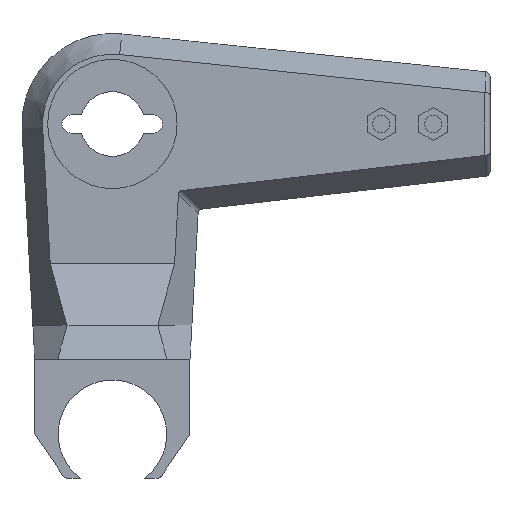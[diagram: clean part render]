
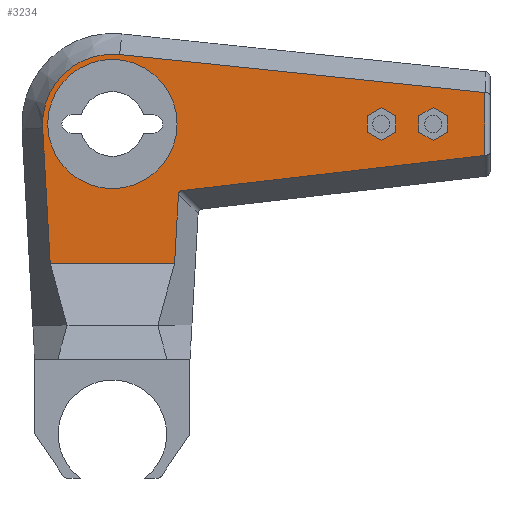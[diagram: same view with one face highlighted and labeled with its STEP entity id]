
A CAD part, front view. The second image highlights one B-rep face of the part: STEP entity #3234.
In plain terms, the highlighted planar face has unit normal (0, -1, 0).
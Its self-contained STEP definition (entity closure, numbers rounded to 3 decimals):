
#30=ELLIPSE('',#3444,1.248,1.);
#47=FACE_BOUND('',#405,.T.);
#48=FACE_BOUND('',#406,.T.);
#49=FACE_BOUND('',#407,.T.);
#80=PLANE('',#3458);
#222=FACE_OUTER_BOUND('',#404,.T.);
#404=EDGE_LOOP('',(#2361,#2362,#2363,#2364,#2365,#2366,#2367,#2368));
#405=EDGE_LOOP('',(#2369));
#406=EDGE_LOOP('',(#2370,#2371,#2372,#2373,#2374,#2375));
#407=EDGE_LOOP('',(#2376,#2377,#2378,#2379,#2380,#2381));
#607=LINE('',#4728,#983);
#626=LINE('',#4791,#1002);
#635=LINE('',#4809,#1011);
#644=LINE('',#4825,#1020);
#647=LINE('',#4834,#1023);
#648=LINE('',#4836,#1024);
#649=LINE('',#4841,#1025);
#650=LINE('',#4843,#1026);
#651=LINE('',#4845,#1027);
#652=LINE('',#4847,#1028);
#653=LINE('',#4849,#1029);
#654=LINE('',#4850,#1030);
#655=LINE('',#4853,#1031);
#656=LINE('',#4855,#1032);
#657=LINE('',#4857,#1033);
#658=LINE('',#4859,#1034);
#659=LINE('',#4861,#1035);
#660=LINE('',#4862,#1036);
#983=VECTOR('',#3770,10.);
#1002=VECTOR('',#3831,10.);
#1011=VECTOR('',#3844,10.);
#1020=VECTOR('',#3863,10.);
#1023=VECTOR('',#3874,10.);
#1024=VECTOR('',#3877,10.);
#1025=VECTOR('',#3880,10.);
#1026=VECTOR('',#3881,10.);
#1027=VECTOR('',#3882,10.);
#1028=VECTOR('',#3883,10.);
#1029=VECTOR('',#3884,10.);
#1030=VECTOR('',#3885,10.);
#1031=VECTOR('',#3886,10.);
#1032=VECTOR('',#3887,10.);
#1033=VECTOR('',#3888,10.);
#1034=VECTOR('',#3889,10.);
#1035=VECTOR('',#3890,10.);
#1036=VECTOR('',#3891,10.);
#1342=CIRCLE('',#3455,13.5);
#1344=CIRCLE('',#3459,12.5);
#1446=VERTEX_POINT('',#4726);
#1447=VERTEX_POINT('',#4727);
#1466=VERTEX_POINT('',#4778);
#1467=VERTEX_POINT('',#4779);
#1470=VERTEX_POINT('',#4790);
#1476=VERTEX_POINT('',#4806);
#1477=VERTEX_POINT('',#4808);
#1480=VERTEX_POINT('',#4827);
#1482=VERTEX_POINT('',#4837);
#1483=VERTEX_POINT('',#4839);
#1484=VERTEX_POINT('',#4840);
#1485=VERTEX_POINT('',#4842);
#1486=VERTEX_POINT('',#4844);
#1487=VERTEX_POINT('',#4846);
#1488=VERTEX_POINT('',#4848);
#1489=VERTEX_POINT('',#4851);
#1490=VERTEX_POINT('',#4852);
#1491=VERTEX_POINT('',#4854);
#1492=VERTEX_POINT('',#4856);
#1493=VERTEX_POINT('',#4858);
#1494=VERTEX_POINT('',#4860);
#1771=EDGE_CURVE('',#1446,#1447,#607,.T.);
#1797=EDGE_CURVE('',#1466,#1467,#30,.T.);
#1803=EDGE_CURVE('',#1467,#1470,#626,.T.);
#1812=EDGE_CURVE('',#1476,#1477,#635,.T.);
#1821=EDGE_CURVE('',#1470,#1476,#644,.T.);
#1822=EDGE_CURVE('',#1477,#1480,#1342,.T.);
#1826=EDGE_CURVE('',#1480,#1446,#647,.T.);
#1827=EDGE_CURVE('',#1447,#1466,#648,.T.);
#1828=EDGE_CURVE('',#1482,#1482,#1344,.T.);
#1829=EDGE_CURVE('',#1483,#1484,#649,.T.);
#1830=EDGE_CURVE('',#1484,#1485,#650,.T.);
#1831=EDGE_CURVE('',#1485,#1486,#651,.T.);
#1832=EDGE_CURVE('',#1486,#1487,#652,.T.);
#1833=EDGE_CURVE('',#1487,#1488,#653,.T.);
#1834=EDGE_CURVE('',#1488,#1483,#654,.T.);
#1835=EDGE_CURVE('',#1489,#1490,#655,.T.);
#1836=EDGE_CURVE('',#1490,#1491,#656,.T.);
#1837=EDGE_CURVE('',#1491,#1492,#657,.T.);
#1838=EDGE_CURVE('',#1492,#1493,#658,.T.);
#1839=EDGE_CURVE('',#1493,#1494,#659,.T.);
#1840=EDGE_CURVE('',#1494,#1489,#660,.T.);
#2361=ORIENTED_EDGE('',*,*,#1771,.F.);
#2362=ORIENTED_EDGE('',*,*,#1826,.F.);
#2363=ORIENTED_EDGE('',*,*,#1822,.F.);
#2364=ORIENTED_EDGE('',*,*,#1812,.F.);
#2365=ORIENTED_EDGE('',*,*,#1821,.F.);
#2366=ORIENTED_EDGE('',*,*,#1803,.F.);
#2367=ORIENTED_EDGE('',*,*,#1797,.F.);
#2368=ORIENTED_EDGE('',*,*,#1827,.F.);
#2369=ORIENTED_EDGE('',*,*,#1828,.T.);
#2370=ORIENTED_EDGE('',*,*,#1829,.T.);
#2371=ORIENTED_EDGE('',*,*,#1830,.T.);
#2372=ORIENTED_EDGE('',*,*,#1831,.T.);
#2373=ORIENTED_EDGE('',*,*,#1832,.T.);
#2374=ORIENTED_EDGE('',*,*,#1833,.T.);
#2375=ORIENTED_EDGE('',*,*,#1834,.T.);
#2376=ORIENTED_EDGE('',*,*,#1835,.T.);
#2377=ORIENTED_EDGE('',*,*,#1836,.T.);
#2378=ORIENTED_EDGE('',*,*,#1837,.T.);
#2379=ORIENTED_EDGE('',*,*,#1838,.T.);
#2380=ORIENTED_EDGE('',*,*,#1839,.T.);
#2381=ORIENTED_EDGE('',*,*,#1840,.T.);
#3234=ADVANCED_FACE('',(#222,#47,#48,#49),#80,.F.);
#3444=AXIS2_PLACEMENT_3D('',#4780,#3820,#3821);
#3455=AXIS2_PLACEMENT_3D('',#4828,#3866,#3867);
#3458=AXIS2_PLACEMENT_3D('',#4835,#3875,#3876);
#3459=AXIS2_PLACEMENT_3D('',#4838,#3878,#3879);
#3770=DIRECTION('',(0.,0.,-1.));
#3820=DIRECTION('center_axis',(0.,-1.,0.));
#3821=DIRECTION('ref_axis',(-0.728,0.,0.686));
#3831=DIRECTION('',(-0.055,0.,-0.998));
#3844=DIRECTION('',(-0.055,0.,0.998));
#3863=DIRECTION('',(-1.,0.,0.));
#3866=DIRECTION('center_axis',(0.,1.,0.));
#3867=DIRECTION('ref_axis',(-1.,0.,0.));
#3874=DIRECTION('',(0.995,0.,-0.103));
#3875=DIRECTION('center_axis',(0.,1.,0.));
#3876=DIRECTION('ref_axis',(1.,0.,0.));
#3877=DIRECTION('',(-0.993,0.,-0.115));
#3878=DIRECTION('center_axis',(0.,1.,0.));
#3879=DIRECTION('ref_axis',(1.,0.,0.));
#3880=DIRECTION('',(0.866,0.,-0.5));
#3881=DIRECTION('',(0.,0.,-1.));
#3882=DIRECTION('',(-0.866,0.,-0.5));
#3883=DIRECTION('',(-0.866,0.,0.5));
#3884=DIRECTION('',(0.,0.,1.));
#3885=DIRECTION('',(0.866,0.,0.5));
#3886=DIRECTION('',(-0.866,0.,0.5));
#3887=DIRECTION('',(0.,0.,1.));
#3888=DIRECTION('',(0.866,0.,0.5));
#3889=DIRECTION('',(0.866,0.,-0.5));
#3890=DIRECTION('',(0.,0.,-1.));
#3891=DIRECTION('',(-0.866,0.,-0.5));
#4726=CARTESIAN_POINT('',(72.,-12.,6.082));
#4727=CARTESIAN_POINT('',(72.,-12.,-6.089));
#4728=CARTESIAN_POINT('',(72.,-12.,5.));
#4778=CARTESIAN_POINT('',(13.529,-12.,-12.854));
#4779=CARTESIAN_POINT('',(12.762,-12.,-13.669));
#4780=CARTESIAN_POINT('Origin',(13.898,-12.,-13.971));
#4790=CARTESIAN_POINT('',(12.021,-12.,-27.));
#4791=CARTESIAN_POINT('',(13.135,-12.,-6.948));
#4806=CARTESIAN_POINT('',(-12.021,-12.,-27.));
#4808=CARTESIAN_POINT('',(-13.479,-12.,-0.749));
#4809=CARTESIAN_POINT('',(-12.155,-12.,-24.591));
#4825=CARTESIAN_POINT('',(21.,-12.,-27.));
#4827=CARTESIAN_POINT('',(1.397,-12.,13.428));
#4828=CARTESIAN_POINT('Origin',(0.,-12.,0.));
#4834=CARTESIAN_POINT('',(29.592,-12.,10.494));
#4835=CARTESIAN_POINT('Origin',(57.,-12.,0.));
#4836=CARTESIAN_POINT('',(65.217,-12.,-6.874));
#4837=CARTESIAN_POINT('',(-12.5,-12.,0.));
#4838=CARTESIAN_POINT('Origin',(0.,-12.,0.));
#4839=CARTESIAN_POINT('',(52.,-12.,3.175));
#4840=CARTESIAN_POINT('',(54.75,-12.,1.588));
#4841=CARTESIAN_POINT('',(54.563,-12.,1.696));
#4842=CARTESIAN_POINT('',(54.75,-12.,-1.588));
#4843=CARTESIAN_POINT('',(54.75,-12.,0.794));
#4844=CARTESIAN_POINT('',(52.,-12.,-3.175));
#4845=CARTESIAN_POINT('',(55.938,-12.,-0.902));
#4846=CARTESIAN_POINT('',(49.25,-12.,-1.588));
#4847=CARTESIAN_POINT('',(53.188,-12.,-3.861));
#4848=CARTESIAN_POINT('',(49.25,-12.,1.588));
#4849=CARTESIAN_POINT('',(49.25,-12.,-0.794));
#4850=CARTESIAN_POINT('',(51.813,-12.,3.067));
#4851=CARTESIAN_POINT('',(62.,-12.,-3.175));
#4852=CARTESIAN_POINT('',(59.25,-12.,-1.588));
#4853=CARTESIAN_POINT('',(59.438,-12.,-1.696));
#4854=CARTESIAN_POINT('',(59.25,-12.,1.588));
#4855=CARTESIAN_POINT('',(59.25,-12.,-0.794));
#4856=CARTESIAN_POINT('',(62.,-12.,3.175));
#4857=CARTESIAN_POINT('',(58.063,-12.,0.902));
#4858=CARTESIAN_POINT('',(64.75,-12.,1.588));
#4859=CARTESIAN_POINT('',(60.813,-12.,3.861));
#4860=CARTESIAN_POINT('',(64.75,-12.,-1.588));
#4861=CARTESIAN_POINT('',(64.75,-12.,0.794));
#4862=CARTESIAN_POINT('',(62.188,-12.,-3.067));
